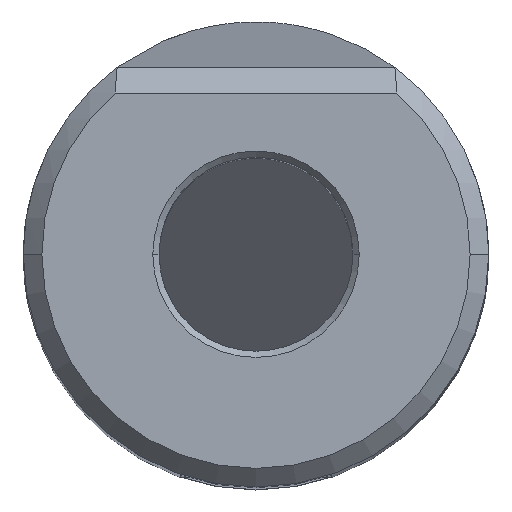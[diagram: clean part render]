
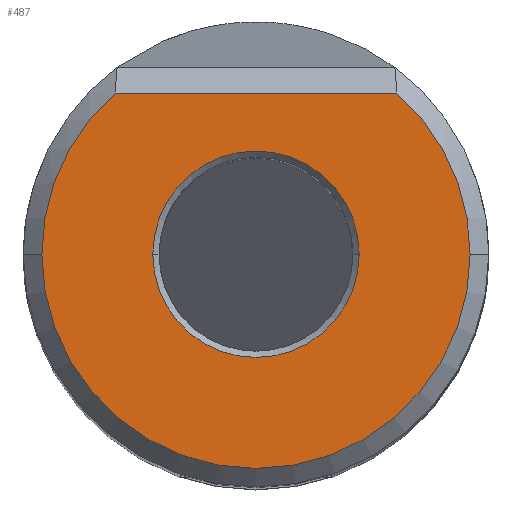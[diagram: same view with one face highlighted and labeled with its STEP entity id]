
A CAD part, top view. The second image highlights one B-rep face of the part: STEP entity #487.
In plain terms, the highlighted planar face has unit normal (0, 0, 1).
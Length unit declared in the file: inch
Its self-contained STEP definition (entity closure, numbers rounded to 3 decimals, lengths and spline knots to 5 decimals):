
#3 = CIRCLE ( 'NONE', #641, 0.16625 ) ;
#5 = ORIENTED_EDGE ( 'NONE', *, *, #315, .T. ) ;
#13 = CARTESIAN_POINT ( 'NONE',  ( -0.16625, 0., 0. ) ) ;
#19 = CIRCLE ( 'NONE', #281, 0.345 ) ;
#29 = AXIS2_PLACEMENT_3D ( 'NONE', #230, #238, #34 ) ;
#34 = DIRECTION ( 'NONE',  ( 1., 0., 0. ) ) ;
#48 = DIRECTION ( 'NONE',  ( 1., 0., 0. ) ) ;
#52 = CARTESIAN_POINT ( 'NONE',  ( -0.345, 0., 0. ) ) ;
#138 = VERTEX_POINT ( 'NONE', #728 ) ;
#161 = VERTEX_POINT ( 'NONE', #609 ) ;
#176 = VERTEX_POINT ( 'NONE', #13 ) ;
#177 = EDGE_LOOP ( 'NONE', ( #723, #690, #317, #579 ) ) ;
#189 = VERTEX_POINT ( 'NONE', #288 ) ;
#208 = DIRECTION ( 'NONE',  ( 0., 0., -1. ) ) ;
#220 = CARTESIAN_POINT ( 'NONE',  ( 0., 0., 0. ) ) ;
#224 = DIRECTION ( 'NONE',  ( 1., 0., 0. ) ) ;
#230 = CARTESIAN_POINT ( 'NONE',  ( 0., 0., 0. ) ) ;
#238 = DIRECTION ( 'NONE',  ( 0., 0., 1. ) ) ;
#243 = EDGE_CURVE ( 'NONE', #161, #176, #538, .T. ) ;
#246 = DIRECTION ( 'NONE',  ( -1., 0., 0. ) ) ;
#281 = AXIS2_PLACEMENT_3D ( 'NONE', #380, #566, #48 ) ;
#288 = CARTESIAN_POINT ( 'NONE',  ( 0.345, 0., 0. ) ) ;
#300 = CARTESIAN_POINT ( 'NONE',  ( 0., 0., 0. ) ) ;
#303 = CARTESIAN_POINT ( 'NONE',  ( 0.22709, 0.25972, 0. ) ) ;
#315 = EDGE_CURVE ( 'NONE', #176, #161, #3, .T. ) ;
#317 = ORIENTED_EDGE ( 'NONE', *, *, #666, .T. ) ;
#342 = CARTESIAN_POINT ( 'NONE',  ( 0., 0., 0. ) ) ;
#380 = CARTESIAN_POINT ( 'NONE',  ( 0., 0., 0. ) ) ;
#388 = AXIS2_PLACEMENT_3D ( 'NONE', #220, #611, #758 ) ;
#411 = DIRECTION ( 'NONE',  ( 1., 0., 0. ) ) ;
#424 = CARTESIAN_POINT ( 'NONE',  ( 0., 0., 0. ) ) ;
#428 = AXIS2_PLACEMENT_3D ( 'NONE', #424, #811, #496 ) ;
#447 = ORIENTED_EDGE ( 'NONE', *, *, #243, .T. ) ;
#455 = CIRCLE ( 'NONE', #428, 0.345 ) ;
#487 = ADVANCED_FACE ( 'NONE', ( #490, #499 ), #806, .T. ) ;
#490 = FACE_BOUND ( 'NONE', #559, .T. ) ;
#496 = DIRECTION ( 'NONE',  ( 1., 0., 0. ) ) ;
#499 = FACE_OUTER_BOUND ( 'NONE', #177, .T. ) ;
#512 = VECTOR ( 'NONE', #246, 39.37008 ) ;
#538 = CIRCLE ( 'NONE', #669, 0.16625 ) ;
#545 = EDGE_CURVE ( 'NONE', #625, #189, #655, .T. ) ;
#559 = EDGE_LOOP ( 'NONE', ( #447, #5 ) ) ;
#563 = EDGE_CURVE ( 'NONE', #138, #625, #455, .T. ) ;
#566 = DIRECTION ( 'NONE',  ( 0., 0., 1. ) ) ;
#579 = ORIENTED_EDGE ( 'NONE', *, *, #673, .T. ) ;
#596 = VERTEX_POINT ( 'NONE', #303 ) ;
#609 = CARTESIAN_POINT ( 'NONE',  ( 0.16625, 0., 0. ) ) ;
#611 = DIRECTION ( 'NONE',  ( 0., 0., 1. ) ) ;
#625 = VERTEX_POINT ( 'NONE', #52 ) ;
#641 = AXIS2_PLACEMENT_3D ( 'NONE', #342, #208, #411 ) ;
#655 = CIRCLE ( 'NONE', #29, 0.345 ) ;
#666 = EDGE_CURVE ( 'NONE', #189, #596, #19, .T. ) ;
#669 = AXIS2_PLACEMENT_3D ( 'NONE', #300, #812, #224 ) ;
#673 = EDGE_CURVE ( 'NONE', #596, #138, #696, .T. ) ;
#690 = ORIENTED_EDGE ( 'NONE', *, *, #545, .T. ) ;
#696 = LINE ( 'NONE', #827, #512 ) ;
#723 = ORIENTED_EDGE ( 'NONE', *, *, #563, .T. ) ;
#728 = CARTESIAN_POINT ( 'NONE',  ( -0.22709, 0.25972, 0. ) ) ;
#758 = DIRECTION ( 'NONE',  ( 1., 0., 0. ) ) ;
#806 = PLANE ( 'NONE',  #388 ) ;
#811 = DIRECTION ( 'NONE',  ( 0., 0., 1. ) ) ;
#812 = DIRECTION ( 'NONE',  ( 0., 0., -1. ) ) ;
#827 = CARTESIAN_POINT ( 'NONE',  ( 0., 0.25972, 0. ) ) ;
